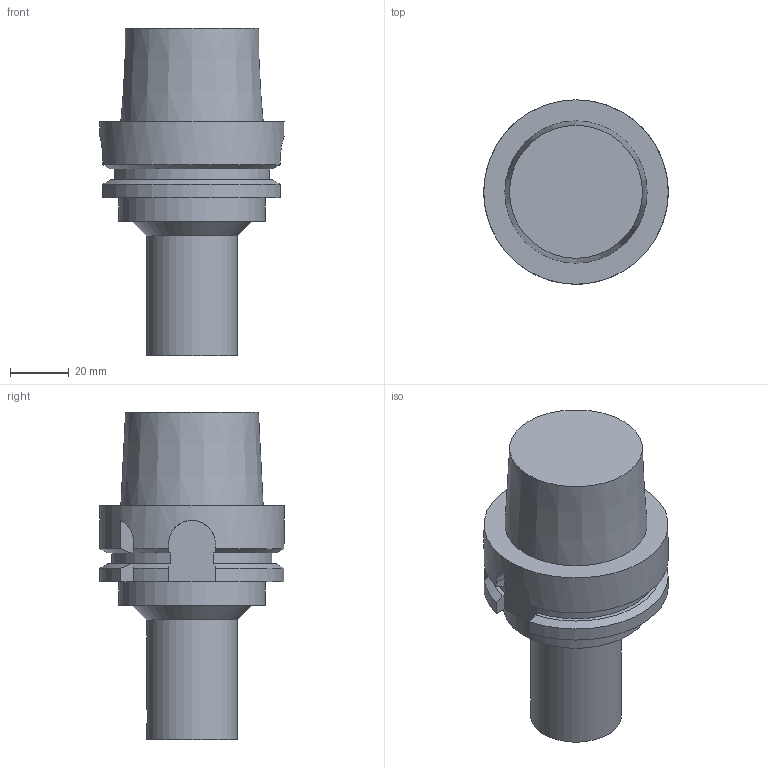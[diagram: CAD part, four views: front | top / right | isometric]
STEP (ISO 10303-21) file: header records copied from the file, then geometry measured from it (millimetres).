
FILE_DESCRIPTION((''),'1');
FILE_NAME('HSK-A63-CKB3-80.stp','2023-11-06T01:09:46',(''),(''),'Spatial Interop R21 SP3','Kubotek KeyCreator 2011 V10.0.2 (22737)',' ');
FILE_SCHEMA(('automotive_design'));
Length unit declared in the file: millimetre
Products named in the file (1): 240[2]
Bounding box: 63 x 63 x 112 mm (x, y, z)
Volume: 176754.6 mm3; surface area: 23569.5 mm2
Topology: 1 solids, 1 shells, 48 faces, 125 edges, 83 vertices
Faces by surface type: plane 26, cylinder 14, cone 8
Full cylindrical faces by diameter (mm): 6.2 x1, 18 x1, 31 x1, 50 x1, 63 x1
Entity records: 2803 total; most frequent: CARTESIAN_POINT 499, DIRECTION 230, ORIENTED_EDGE 230, PRESENTATION_STYLE_ASSIGNMENT 213, COLOUR_RGB 213, STYLED_ITEM 164, CURVE_STYLE 164, DRAUGHTING_PRE_DEFINED_CURVE_FONT 164
